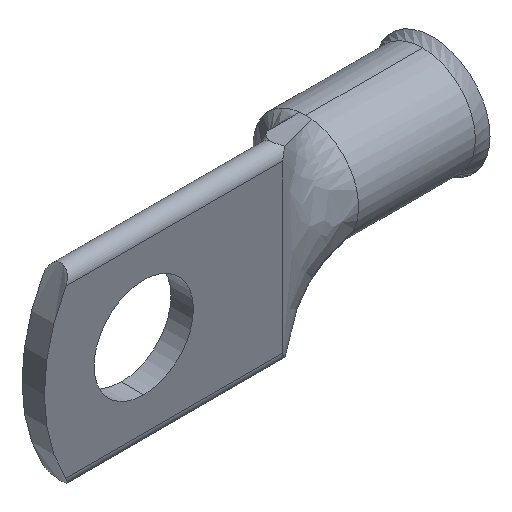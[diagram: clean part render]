
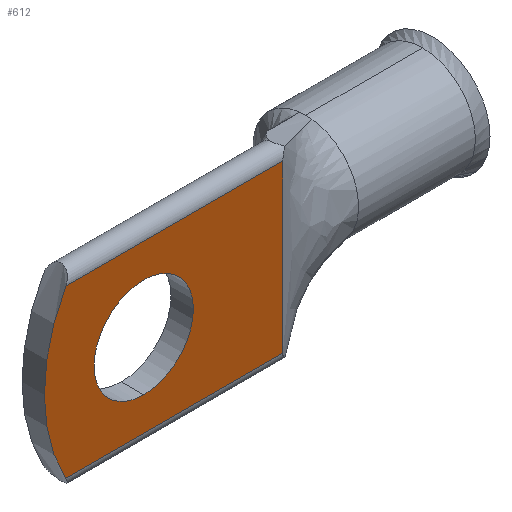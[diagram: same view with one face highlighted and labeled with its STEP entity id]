
A CAD part, isometric view. The second image highlights one B-rep face of the part: STEP entity #612.
In plain terms, the highlighted planar face has unit normal (0, -1, 0).
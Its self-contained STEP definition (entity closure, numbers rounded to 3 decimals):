
#40 = AXIS2_PLACEMENT_3D ( 'NONE', #2195, #1269, #542 ) ;
#78 = VERTEX_POINT ( 'NONE', #1863 ) ;
#98 = EDGE_CURVE ( 'NONE', #1910, #1450, #660, .T. ) ;
#196 = ORIENTED_EDGE ( 'NONE', *, *, #3245, .T. ) ;
#200 = DIRECTION ( 'NONE',  ( 0., 0., -1. ) ) ;
#202 = VERTEX_POINT ( 'NONE', #3721 ) ;
#217 = DIRECTION ( 'NONE',  ( 0., 0., -1. ) ) ;
#229 = DIRECTION ( 'NONE',  ( 1., 0., 0. ) ) ;
#297 = LINE ( 'NONE', #2313, #1975 ) ;
#349 = DIRECTION ( 'NONE',  ( -1., 0., 0. ) ) ;
#542 = DIRECTION ( 'NONE',  ( 0., 0., -1. ) ) ;
#612 = ADVANCED_FACE ( 'NONE', ( #2610, #3544 ), #2563, .T. ) ;
#660 = CIRCLE ( 'NONE', #2118, 5.08 ) ;
#703 = EDGE_LOOP ( 'NONE', ( #797, #1159 ) ) ;
#763 = CARTESIAN_POINT ( 'NONE',  ( -10.002, -1.143, -8.509 ) ) ;
#797 = ORIENTED_EDGE ( 'NONE', *, *, #3682, .F. ) ;
#917 = CARTESIAN_POINT ( 'NONE',  ( 5.431, -1.143, 0. ) ) ;
#926 = DIRECTION ( 'NONE',  ( 0., 0., 1. ) ) ;
#1082 = VECTOR ( 'NONE', #349, 1000. ) ;
#1116 = CARTESIAN_POINT ( 'NONE',  ( -10.002, -1.143, 8.509 ) ) ;
#1159 = ORIENTED_EDGE ( 'NONE', *, *, #98, .F. ) ;
#1265 = CARTESIAN_POINT ( 'NONE',  ( -2.032, -1.143, 0. ) ) ;
#1269 = DIRECTION ( 'NONE',  ( 0., -1., 0. ) ) ;
#1276 = DIRECTION ( 'NONE',  ( 0., 0., -1. ) ) ;
#1289 = AXIS2_PLACEMENT_3D ( 'NONE', #3321, #4263, #1276 ) ;
#1347 = CARTESIAN_POINT ( 'NONE',  ( -10.002, -1.143, 8.509 ) ) ;
#1450 = VERTEX_POINT ( 'NONE', #3845 ) ;
#1509 = EDGE_CURVE ( 'NONE', #3220, #78, #3226, .T. ) ;
#1527 = ORIENTED_EDGE ( 'NONE', *, *, #1509, .T. ) ;
#1548 = ORIENTED_EDGE ( 'NONE', *, *, #2503, .T. ) ;
#1701 = VECTOR ( 'NONE', #229, 1000. ) ;
#1723 = EDGE_CURVE ( 'NONE', #78, #202, #297, .T. ) ;
#1863 = CARTESIAN_POINT ( 'NONE',  ( 12.192, -1.143, -8.509 ) ) ;
#1887 = DIRECTION ( 'NONE',  ( 0., -1., 0. ) ) ;
#1900 = CARTESIAN_POINT ( 'NONE',  ( 5.431, -1.143, -8.509 ) ) ;
#1910 = VERTEX_POINT ( 'NONE', #3338 ) ;
#1975 = VECTOR ( 'NONE', #926, 1000. ) ;
#2118 = AXIS2_PLACEMENT_3D ( 'NONE', #1265, #1887, #217 ) ;
#2195 = CARTESIAN_POINT ( 'NONE',  ( 5.431, -1.143, 0. ) ) ;
#2313 = CARTESIAN_POINT ( 'NONE',  ( 12.192, -1.143, 0. ) ) ;
#2503 = EDGE_CURVE ( 'NONE', #3903, #3220, #4284, .T. ) ;
#2563 = PLANE ( 'NONE',  #3464 ) ;
#2610 = FACE_BOUND ( 'NONE', #703, .T. ) ;
#2657 = EDGE_LOOP ( 'NONE', ( #1548, #1527, #3643, #196 ) ) ;
#3175 = CIRCLE ( 'NONE', #1289, 5.08 ) ;
#3220 = VERTEX_POINT ( 'NONE', #763 ) ;
#3226 = LINE ( 'NONE', #1900, #1701 ) ;
#3245 = EDGE_CURVE ( 'NONE', #202, #3903, #3759, .T. ) ;
#3321 = CARTESIAN_POINT ( 'NONE',  ( -2.032, -1.143, 0. ) ) ;
#3338 = CARTESIAN_POINT ( 'NONE',  ( -2.032, -1.143, -5.08 ) ) ;
#3464 = AXIS2_PLACEMENT_3D ( 'NONE', #917, #3950, #200 ) ;
#3544 = FACE_OUTER_BOUND ( 'NONE', #2657, .T. ) ;
#3643 = ORIENTED_EDGE ( 'NONE', *, *, #1723, .T. ) ;
#3682 = EDGE_CURVE ( 'NONE', #1450, #1910, #3175, .T. ) ;
#3721 = CARTESIAN_POINT ( 'NONE',  ( 12.192, -1.143, 8.509 ) ) ;
#3759 = LINE ( 'NONE', #1116, #1082 ) ;
#3845 = CARTESIAN_POINT ( 'NONE',  ( -2.032, -1.143, 5.08 ) ) ;
#3903 = VERTEX_POINT ( 'NONE', #1347 ) ;
#3950 = DIRECTION ( 'NONE',  ( 0., -1., 0. ) ) ;
#4263 = DIRECTION ( 'NONE',  ( 0., -1., 0. ) ) ;
#4284 = CIRCLE ( 'NONE', #40, 17.623 ) ;
